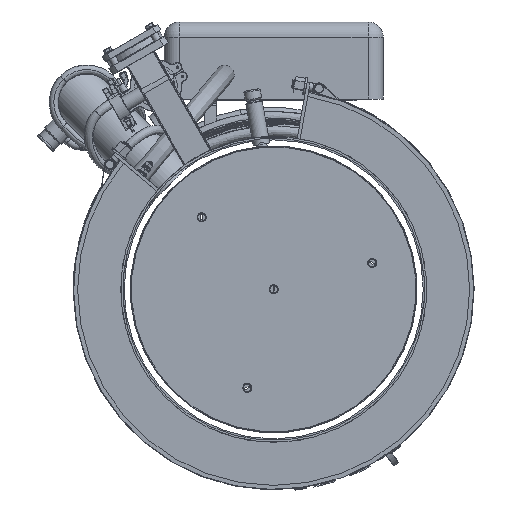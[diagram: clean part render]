
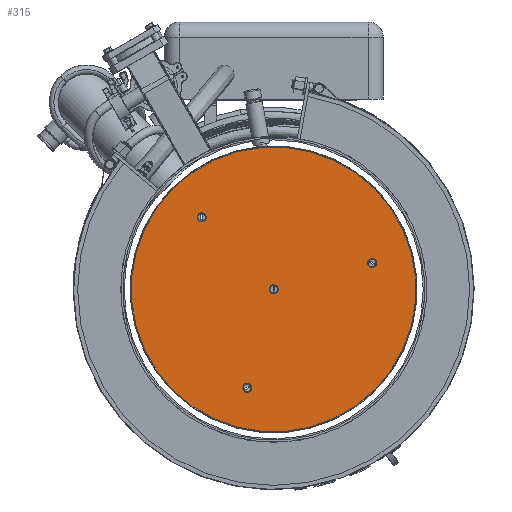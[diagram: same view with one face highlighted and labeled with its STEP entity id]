
A CAD part, front view. The second image highlights one B-rep face of the part: STEP entity #315.
In plain terms, the highlighted planar face has unit normal (0, -1, 0).
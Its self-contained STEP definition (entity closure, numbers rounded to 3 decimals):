
#315=ADVANCED_FACE('',(#2494,#2496,#2498,#2500,#2502),#2504,.T.);
#2494=FACE_BOUND('',#2495,.T.);
#2495=EDGE_LOOP('',(#40915));
#2496=FACE_BOUND('',#2497,.T.);
#2497=EDGE_LOOP('',(#40916));
#2498=FACE_BOUND('',#2499,.T.);
#2499=EDGE_LOOP('',(#40917));
#2500=FACE_BOUND('',#2501,.T.);
#2501=EDGE_LOOP('',(#40918));
#2502=FACE_BOUND('',#2503,.T.);
#2503=EDGE_LOOP('',(#40919));
#2504=PLANE('',#2505);
#2505=AXIS2_PLACEMENT_3D('',#2506,#2507,#2508);
#2506=CARTESIAN_POINT('',(0.,-337.5,0.));
#2507=DIRECTION('',(0.,-1.,0.));
#2508=DIRECTION('',(-0.966,0.,0.259));
#40915=ORIENTED_EDGE('',*,*,#45473,.F.);
#40916=ORIENTED_EDGE('',*,*,#45474,.T.);
#40917=ORIENTED_EDGE('',*,*,#45475,.T.);
#40918=ORIENTED_EDGE('',*,*,#45476,.T.);
#40919=ORIENTED_EDGE('',*,*,#45477,.T.);
#45473=EDGE_CURVE('',#48785,#48785,#48786,.T.);
#45474=EDGE_CURVE('',#48787,#48787,#48788,.T.);
#45475=EDGE_CURVE('',#48789,#48789,#48790,.T.);
#45476=EDGE_CURVE('',#48791,#48791,#48792,.T.);
#45477=EDGE_CURVE('',#48793,#48793,#48794,.T.);
#48785=VERTEX_POINT('',#59517);
#48786=CIRCLE('',#59518,188.5);
#48787=VERTEX_POINT('',#59522);
#48788=CIRCLE('',#59523,3.5);
#48789=VERTEX_POINT('',#59527);
#48790=CIRCLE('',#59528,3.5);
#48791=VERTEX_POINT('',#59532);
#48792=CIRCLE('',#59533,3.5);
#48793=VERTEX_POINT('',#59537);
#48794=CIRCLE('',#59538,3.5);
#59517=CARTESIAN_POINT('',(-48.787,-337.5,-182.077));
#59518=AXIS2_PLACEMENT_3D('',#59519,#59520,#59521);
#59519=CARTESIAN_POINT('',(0.,-337.5,0.));
#59520=DIRECTION('',(0.,1.,0.));
#59521=DIRECTION('',(0.259,0.,0.966));
#59522=CARTESIAN_POINT('',(129.494,-337.5,38.321));
#59523=AXIS2_PLACEMENT_3D('',#59524,#59525,#59526);
#59524=CARTESIAN_POINT('',(130.4,-337.5,34.941));
#59525=DIRECTION('',(0.,1.,0.));
#59526=DIRECTION('',(-0.259,0.,0.966));
#59527=CARTESIAN_POINT('',(-97.934,-337.5,92.985));
#59528=AXIS2_PLACEMENT_3D('',#59529,#59530,#59531);
#59529=CARTESIAN_POINT('',(-95.459,-337.5,95.459));
#59530=DIRECTION('',(0.,1.,0.));
#59531=DIRECTION('',(-0.707,0.,-0.707));
#59532=CARTESIAN_POINT('',(3.381,-337.5,-0.906));
#59533=AXIS2_PLACEMENT_3D('',#59534,#59535,#59536);
#59534=CARTESIAN_POINT('',(0.,-337.5,0.));
#59535=DIRECTION('',(0.,1.,0.));
#59536=DIRECTION('',(0.966,0.,-0.259));
#59537=CARTESIAN_POINT('',(-31.56,-337.5,-131.306));
#59538=AXIS2_PLACEMENT_3D('',#59539,#59540,#59541);
#59539=CARTESIAN_POINT('',(-34.941,-337.5,-130.4));
#59540=DIRECTION('',(0.,1.,0.));
#59541=DIRECTION('',(0.966,0.,-0.259));
